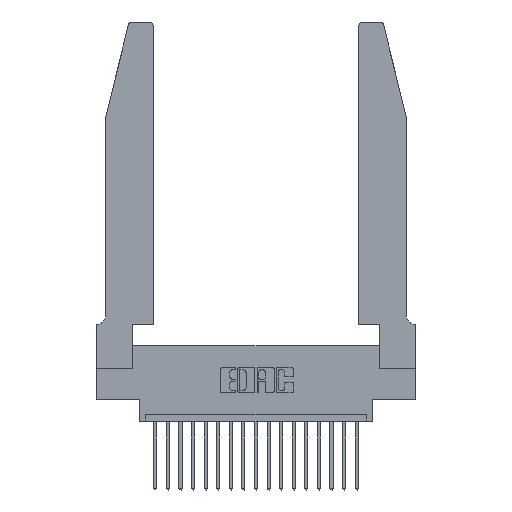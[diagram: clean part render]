
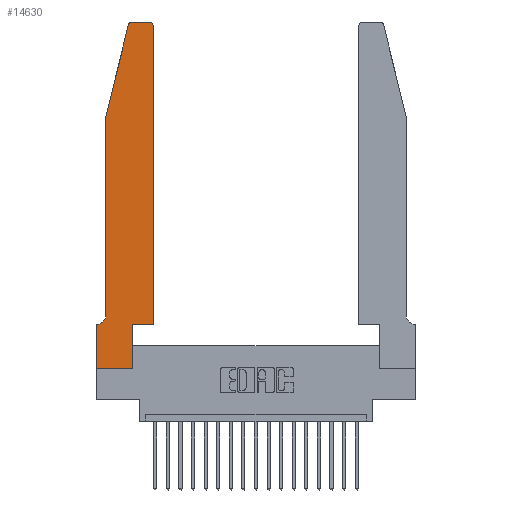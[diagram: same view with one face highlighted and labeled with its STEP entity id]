
A CAD part, top view. The second image highlights one B-rep face of the part: STEP entity #14630.
In plain terms, the highlighted planar face has unit normal (0, 0, 1).
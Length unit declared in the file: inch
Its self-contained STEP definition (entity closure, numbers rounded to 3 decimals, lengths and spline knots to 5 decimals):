
#122 = CARTESIAN_POINT ( 'NONE',  ( 0.4205, 2.72, 0.37 ) ) ;
#210 = CARTESIAN_POINT ( 'NONE',  ( 0.2865, 0.35, 0.37 ) ) ;
#246 = CARTESIAN_POINT ( 'NONE',  ( 0.4205, 2.75, 0.37 ) ) ;
#522 = CARTESIAN_POINT ( 'NONE',  ( 0.2865, 0.35, 0.37 ) ) ;
#707 = DIRECTION ( 'NONE',  ( 0., 0., -1. ) ) ;
#834 = VECTOR ( 'NONE', #12211, 39.37008 ) ;
#1614 = AXIS2_PLACEMENT_3D ( 'NONE', #122, #21084, #11453 ) ;
#1784 = DIRECTION ( 'NONE',  ( -1., 0., 0. ) ) ;
#1825 = AXIS2_PLACEMENT_3D ( 'NONE', #10448, #707, #13744 ) ;
#2166 = DIRECTION ( 'NONE',  ( 1., 0., 0. ) ) ;
#2182 = PLANE ( 'NONE',  #7764 ) ;
#2195 = VECTOR ( 'NONE', #5810, 39.37008 ) ;
#2247 = EDGE_CURVE ( 'NONE', #17751, #11520, #17574, .T. ) ;
#2443 = DIRECTION ( 'NONE',  ( 1., 0., 0. ) ) ;
#2593 = VERTEX_POINT ( 'NONE', #5980 ) ;
#2669 = ORIENTED_EDGE ( 'NONE', *, *, #17319, .T. ) ;
#2817 = VERTEX_POINT ( 'NONE', #19308 ) ;
#3448 = ORIENTED_EDGE ( 'NONE', *, *, #13983, .T. ) ;
#3465 = EDGE_CURVE ( 'NONE', #20995, #14083, #16542, .T. ) ;
#3641 = CARTESIAN_POINT ( 'NONE',  ( 0.284, 2.72, 0.37 ) ) ;
#3820 = ORIENTED_EDGE ( 'NONE', *, *, #2247, .T. ) ;
#4018 = VERTEX_POINT ( 'NONE', #9787 ) ;
#4026 = CARTESIAN_POINT ( 'NONE',  ( 0.4505, 0.35, 0.37 ) ) ;
#4291 = CARTESIAN_POINT ( 'NONE',  ( 0.4505, 2.72, 0.37 ) ) ;
#5179 = LINE ( 'NONE', #12308, #18335 ) ;
#5195 = LINE ( 'NONE', #4026, #834 ) ;
#5282 = DIRECTION ( 'NONE',  ( 0., 0., 1. ) ) ;
#5436 = AXIS2_PLACEMENT_3D ( 'NONE', #3641, #5282, #18252 ) ;
#5734 = CARTESIAN_POINT ( 'NONE',  ( 0.0755, 2., 0.37 ) ) ;
#5797 = ORIENTED_EDGE ( 'NONE', *, *, #18109, .T. ) ;
#5810 = DIRECTION ( 'NONE',  ( -0.239, -0.971, 0. ) ) ;
#5857 = VERTEX_POINT ( 'NONE', #246 ) ;
#5887 = DIRECTION ( 'NONE',  ( 1., 0., 0. ) ) ;
#5980 = CARTESIAN_POINT ( 'NONE',  ( 0.284, 2.75, 0.37 ) ) ;
#6038 = EDGE_CURVE ( 'NONE', #14083, #7316, #14456, .T. ) ;
#7001 = EDGE_CURVE ( 'NONE', #10525, #20995, #19233, .T. ) ;
#7062 = EDGE_CURVE ( 'NONE', #2817, #19753, #15448, .T. ) ;
#7316 = VERTEX_POINT ( 'NONE', #16388 ) ;
#7374 = ORIENTED_EDGE ( 'NONE', *, *, #6038, .T. ) ;
#7764 = AXIS2_PLACEMENT_3D ( 'NONE', #13601, #14369, #2166 ) ;
#7961 = CARTESIAN_POINT ( 'NONE',  ( 0., 0., 0.37 ) ) ;
#8067 = DIRECTION ( 'NONE',  ( 0., -1., 0. ) ) ;
#8140 = CARTESIAN_POINT ( 'NONE',  ( 0.0755, 2., 0.37 ) ) ;
#9154 = VECTOR ( 'NONE', #8067, 39.37008 ) ;
#9349 = VECTOR ( 'NONE', #14151, 39.37008 ) ;
#9414 = CIRCLE ( 'NONE', #5436, 0.03 ) ;
#9473 = VECTOR ( 'NONE', #19924, 39.37008 ) ;
#9629 = VECTOR ( 'NONE', #15698, 39.37008 ) ;
#9787 = CARTESIAN_POINT ( 'NONE',  ( 0.4505, 0.35, 0.37 ) ) ;
#10132 = CARTESIAN_POINT ( 'NONE',  ( 0.25487, 2.72718, 0.37 ) ) ;
#10187 = CARTESIAN_POINT ( 'NONE',  ( 0.0755, 0.35, 0.37 ) ) ;
#10448 = CARTESIAN_POINT ( 'NONE',  ( 0.0055, 0.42, 0.37 ) ) ;
#10525 = VERTEX_POINT ( 'NONE', #10132 ) ;
#10763 = ORIENTED_EDGE ( 'NONE', *, *, #15465, .T. ) ;
#10843 = CARTESIAN_POINT ( 'NONE',  ( 0.2605, 2.75, 0.37 ) ) ;
#11027 = LINE ( 'NONE', #17295, #14100 ) ;
#11061 = ORIENTED_EDGE ( 'NONE', *, *, #3465, .T. ) ;
#11256 = ORIENTED_EDGE ( 'NONE', *, *, #13345, .T. ) ;
#11380 = ORIENTED_EDGE ( 'NONE', *, *, #16529, .T. ) ;
#11453 = DIRECTION ( 'NONE',  ( 1., 0., 0. ) ) ;
#11520 = VERTEX_POINT ( 'NONE', #210 ) ;
#11598 = EDGE_LOOP ( 'NONE', ( #2669, #11380, #18415, #11061, #7374, #5797, #12457, #12345, #3820, #3448, #11256, #10763 ) ) ;
#12211 = DIRECTION ( 'NONE',  ( 0., 1., 0. ) ) ;
#12308 = CARTESIAN_POINT ( 'NONE',  ( 0.4505, 0.35, 0.37 ) ) ;
#12345 = ORIENTED_EDGE ( 'NONE', *, *, #13346, .T. ) ;
#12457 = ORIENTED_EDGE ( 'NONE', *, *, #7062, .T. ) ;
#12519 = CIRCLE ( 'NONE', #1614, 0.03 ) ;
#13345 = EDGE_CURVE ( 'NONE', #4018, #20205, #5195, .T. ) ;
#13346 = EDGE_CURVE ( 'NONE', #19753, #17751, #11027, .T. ) ;
#13601 = CARTESIAN_POINT ( 'NONE',  ( 0., 0.35, 0.37 ) ) ;
#13744 = DIRECTION ( 'NONE',  ( -1., 0., 0. ) ) ;
#13768 = FACE_OUTER_BOUND ( 'NONE', #11598, .T. ) ;
#13983 = EDGE_CURVE ( 'NONE', #11520, #4018, #5179, .T. ) ;
#14011 = CARTESIAN_POINT ( 'NONE',  ( 0.0755, 0.42, 0.37 ) ) ;
#14083 = VERTEX_POINT ( 'NONE', #14011 ) ;
#14100 = VECTOR ( 'NONE', #2443, 39.37008 ) ;
#14151 = DIRECTION ( 'NONE',  ( 0., -1., 0. ) ) ;
#14369 = DIRECTION ( 'NONE',  ( 0., 0., 1. ) ) ;
#14456 = CIRCLE ( 'NONE', #1825, 0.07 ) ;
#14630 = ADVANCED_FACE ( 'NONE', ( #13768 ), #2182, .T. ) ;
#15448 = LINE ( 'NONE', #17383, #9349 ) ;
#15465 = EDGE_CURVE ( 'NONE', #20205, #5857, #12519, .T. ) ;
#15675 = LINE ( 'NONE', #10187, #18692 ) ;
#15698 = DIRECTION ( 'NONE',  ( -1., 0., 0. ) ) ;
#16388 = CARTESIAN_POINT ( 'NONE',  ( 0.0055, 0.35, 0.37 ) ) ;
#16529 = EDGE_CURVE ( 'NONE', #2593, #10525, #9414, .T. ) ;
#16542 = LINE ( 'NONE', #8140, #9154 ) ;
#16636 = CARTESIAN_POINT ( 'NONE',  ( 0.0755, 2., 0.37 ) ) ;
#16887 = CARTESIAN_POINT ( 'NONE',  ( 0.2865, 0., 0.37 ) ) ;
#16982 = LINE ( 'NONE', #10843, #9629 ) ;
#17295 = CARTESIAN_POINT ( 'NONE',  ( 0., 0., 0.37 ) ) ;
#17319 = EDGE_CURVE ( 'NONE', #5857, #2593, #16982, .T. ) ;
#17383 = CARTESIAN_POINT ( 'NONE',  ( 0., 0., 0.37 ) ) ;
#17574 = LINE ( 'NONE', #522, #9473 ) ;
#17751 = VERTEX_POINT ( 'NONE', #16887 ) ;
#18109 = EDGE_CURVE ( 'NONE', #7316, #2817, #15675, .T. ) ;
#18252 = DIRECTION ( 'NONE',  ( 1., 0., 0. ) ) ;
#18335 = VECTOR ( 'NONE', #5887, 39.37008 ) ;
#18415 = ORIENTED_EDGE ( 'NONE', *, *, #7001, .T. ) ;
#18692 = VECTOR ( 'NONE', #1784, 39.37008 ) ;
#19233 = LINE ( 'NONE', #5734, #2195 ) ;
#19308 = CARTESIAN_POINT ( 'NONE',  ( 0., 0.35, 0.37 ) ) ;
#19753 = VERTEX_POINT ( 'NONE', #7961 ) ;
#19924 = DIRECTION ( 'NONE',  ( 0., 1., 0. ) ) ;
#20205 = VERTEX_POINT ( 'NONE', #4291 ) ;
#20995 = VERTEX_POINT ( 'NONE', #16636 ) ;
#21084 = DIRECTION ( 'NONE',  ( 0., 0., 1. ) ) ;
